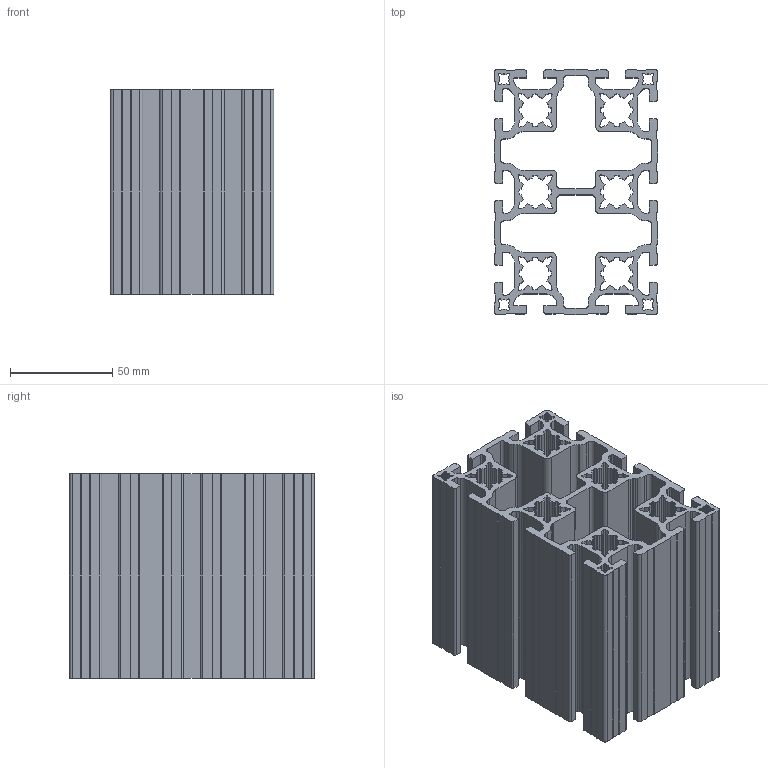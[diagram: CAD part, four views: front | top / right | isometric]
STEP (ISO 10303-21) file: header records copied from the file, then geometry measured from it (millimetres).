
FILE_DESCRIPTION (( 'STEP AP203' ), '1' );
FILE_NAME ('302007.STEP', '2021-06-01T13:34:09', ( 'huser' ), ( '' ), 'SwSTEP 2.0', 'SolidWorks 2019', '' );
FILE_SCHEMA (( 'CONFIG_CONTROL_DESIGN' ));
Length unit declared in the file: millimetre
Products named in the file (1): 302007
Bounding box: 80 x 120 x 100 mm (x, y, z)
Volume: 284760.3 mm3; surface area: 190664.4 mm2
Topology: 1 solids, 1 shells, 1050 faces, 3144 edges, 2096 vertices
Faces by surface type: plane 790, cylinder 260
Entity records: 35253 total; most frequent: CARTESIAN_POINT 6291, ORIENTED_EDGE 6288, DIRECTION 5766, EDGE_CURVE 3144, VECTOR 2624, LINE 2624, VERTEX_POINT 2096, AXIS2_PLACEMENT_3D 1571
